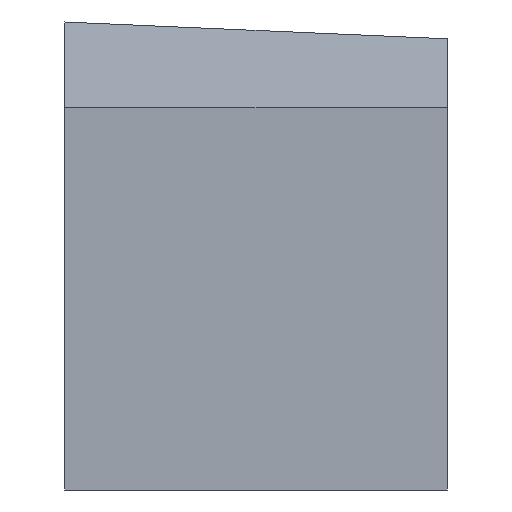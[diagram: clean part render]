
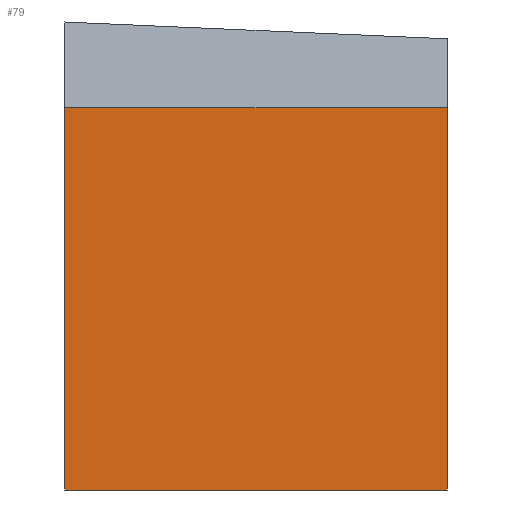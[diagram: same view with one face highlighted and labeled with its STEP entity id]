
A CAD part, front view. The second image highlights one B-rep face of the part: STEP entity #79.
In plain terms, the highlighted planar face has unit normal (0, -1, 0).
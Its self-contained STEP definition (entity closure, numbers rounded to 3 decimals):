
#79=ADVANCED_FACE('',(#116),#100,.T.);
#100=PLANE('',#423);
#116=FACE_OUTER_BOUND('',#134,.T.);
#134=EDGE_LOOP('',(#182,#183,#184,#185));
#182=ORIENTED_EDGE('',*,*,#306,.T.);
#183=ORIENTED_EDGE('',*,*,#289,.F.);
#184=ORIENTED_EDGE('',*,*,#308,.F.);
#185=ORIENTED_EDGE('',*,*,#298,.T.);
#255=VERTEX_POINT('',#559);
#256=VERTEX_POINT('',#561);
#262=VERTEX_POINT('',#577);
#263=VERTEX_POINT('',#579);
#289=EDGE_CURVE('',#255,#256,#339,.T.);
#298=EDGE_CURVE('',#263,#262,#348,.T.);
#306=EDGE_CURVE('',#262,#256,#356,.T.);
#308=EDGE_CURVE('',#263,#255,#358,.T.);
#339=LINE('',#560,#379);
#348=LINE('',#578,#388);
#356=LINE('',#594,#396);
#358=LINE('',#597,#398);
#379=VECTOR('',#453,1.);
#388=VECTOR('',#466,1.);
#396=VECTOR('',#480,1.);
#398=VECTOR('',#484,1.);
#423=AXIS2_PLACEMENT_3D('',#598,#485,#486);
#453=DIRECTION('',(0.,0.,-1.));
#466=DIRECTION('',(0.,0.,-1.));
#480=DIRECTION('',(1.,0.,0.));
#484=DIRECTION('',(1.,0.,0.));
#485=DIRECTION('',(0.,-1.,0.));
#486=DIRECTION('',(0.,0.,-1.));
#559=CARTESIAN_POINT('',(10.416,-127.412,0.117));
#560=CARTESIAN_POINT('',(10.416,-127.412,0.117));
#561=CARTESIAN_POINT('',(10.416,-127.412,-19.883));
#577=CARTESIAN_POINT('',(-9.584,-127.412,-19.883));
#578=CARTESIAN_POINT('',(-9.584,-127.412,0.117));
#579=CARTESIAN_POINT('',(-9.584,-127.412,0.117));
#594=CARTESIAN_POINT('',(-9.584,-127.412,-19.883));
#597=CARTESIAN_POINT('',(-9.584,-127.412,0.117));
#598=CARTESIAN_POINT('',(-9.584,-127.412,0.117));
